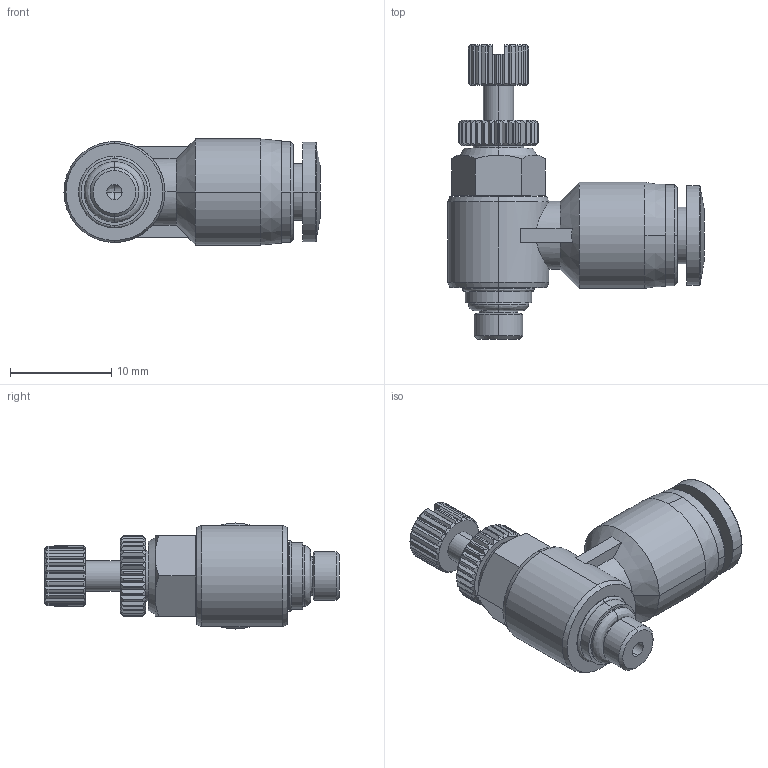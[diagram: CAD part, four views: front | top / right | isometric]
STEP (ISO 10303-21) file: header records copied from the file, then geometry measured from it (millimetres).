
FILE_DESCRIPTION (( 'STEP AP214' ), '1' );
FILE_NAME ('FVR532-10N.step', '2016-02-24T20:36:10', ( '' ), ( '' ), 'SwSTEP 2.0', 'SolidWorks 2015', '' );
FILE_SCHEMA (( 'AUTOMOTIVE_DESIGN' ));
Length unit declared in the file: inch
Products named in the file (1): FVR532-10N
Bounding box: 25.35 x 29.1 x 10.5 mm (x, y, z)
Volume: 2221 mm3; surface area: 1922.3 mm2
Topology: 2 solids, 2 shells, 345 faces, 856 edges, 525 vertices
Faces by surface type: plane 149, cylinder 97, cone 81, bspline 14, torus 4
Entity records: 10697 total; most frequent: CARTESIAN_POINT 2780, ORIENTED_EDGE 1708, DIRECTION 1588, EDGE_CURVE 854, AXIS2_PLACEMENT_3D 655, VERTEX_POINT 525, EDGE_LOOP 361, FACE_OUTER_BOUND 345
